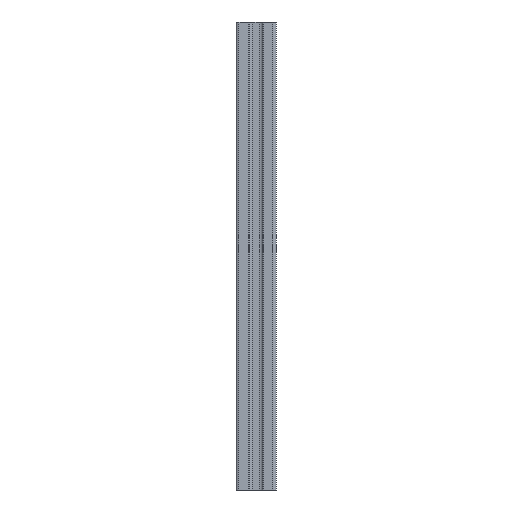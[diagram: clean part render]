
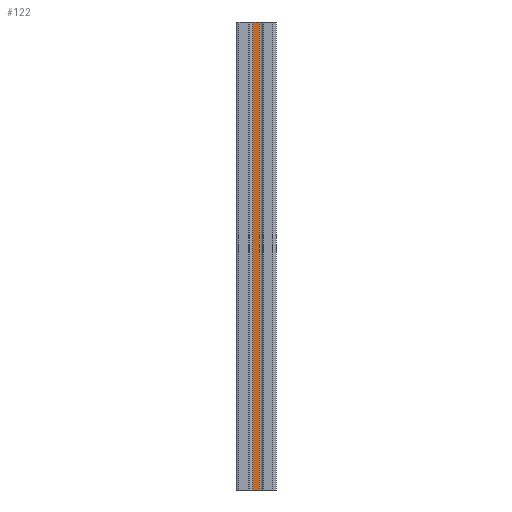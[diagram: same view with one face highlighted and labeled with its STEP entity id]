
A CAD part, left-side view. The second image highlights one B-rep face of the part: STEP entity #122.
In plain terms, the highlighted planar face has unit normal (-1, 0, 0).
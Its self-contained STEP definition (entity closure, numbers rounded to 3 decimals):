
#40=PLANE('',#1763);
#122=ADVANCED_FACE('',(#226),#40,.T.);
#226=FACE_OUTER_BOUND('',#306,.T.);
#306=EDGE_LOOP('',(#494,#495,#496,#497));
#494=ORIENTED_EDGE('',*,*,#1092,.T.);
#495=ORIENTED_EDGE('',*,*,#1140,.F.);
#496=ORIENTED_EDGE('',*,*,#1122,.F.);
#497=ORIENTED_EDGE('',*,*,#1141,.T.);
#930=VERTEX_POINT('',#2354);
#931=VERTEX_POINT('',#2355);
#960=VERTEX_POINT('',#2420);
#961=VERTEX_POINT('',#2422);
#1092=EDGE_CURVE('',#930,#931,#1318,.T.);
#1122=EDGE_CURVE('',#960,#961,#1333,.T.);
#1140=EDGE_CURVE('',#961,#931,#1342,.T.);
#1141=EDGE_CURVE('',#960,#930,#1343,.T.);
#1318=LINE('',#2353,#1518);
#1333=LINE('',#2421,#1533);
#1342=LINE('',#2461,#1542);
#1343=LINE('',#2462,#1543);
#1518=VECTOR('',#1894,1.);
#1533=VECTOR('',#1953,1.);
#1542=VECTOR('',#1990,1.);
#1543=VECTOR('',#1991,1.);
#1763=AXIS2_PLACEMENT_3D('',#2463,#1992,#1993);
#1894=DIRECTION('',(0.,0.,1.));
#1953=DIRECTION('',(0.,0.,1.));
#1990=DIRECTION('',(0.,-1.,0.));
#1991=DIRECTION('',(0.,-1.,0.));
#1992=DIRECTION('',(-1.,0.,0.));
#1993=DIRECTION('',(0.,-1.,0.));
#2353=CARTESIAN_POINT('',(-4.1,-1.672,0.));
#2354=CARTESIAN_POINT('',(-4.1,-1.672,-150.));
#2355=CARTESIAN_POINT('',(-4.1,-1.672,84.));
#2420=CARTESIAN_POINT('',(-4.1,1.672,-150.));
#2421=CARTESIAN_POINT('',(-4.1,1.672,0.));
#2422=CARTESIAN_POINT('',(-4.1,1.672,84.));
#2461=CARTESIAN_POINT('',(-4.1,1.672,84.));
#2462=CARTESIAN_POINT('',(-4.1,1.672,-150.));
#2463=CARTESIAN_POINT('',(-4.1,2.5,0.));
